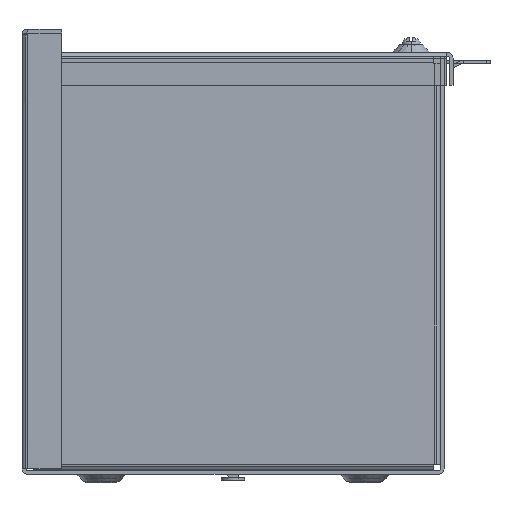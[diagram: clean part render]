
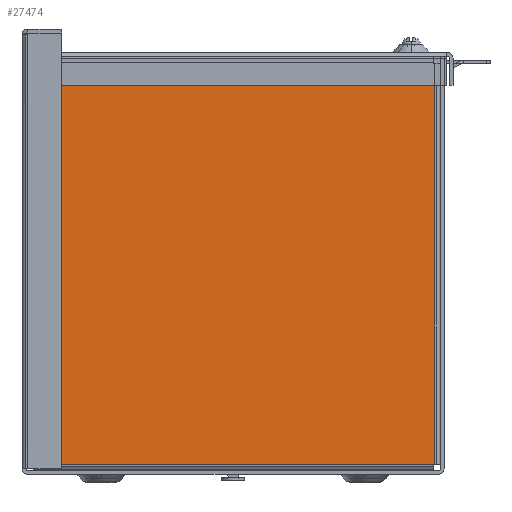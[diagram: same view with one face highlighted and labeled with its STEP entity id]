
A CAD part, left-side view. The second image highlights one B-rep face of the part: STEP entity #27474.
In plain terms, the highlighted planar face has unit normal (-1, 0, 0).
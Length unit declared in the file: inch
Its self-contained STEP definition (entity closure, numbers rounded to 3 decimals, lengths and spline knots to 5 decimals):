
#758 = DIRECTION ( 'NONE',  ( 0., 0., -1. ) ) ;
#951 = LINE ( 'NONE', #6760, #12196 ) ;
#996 = VERTEX_POINT ( 'NONE', #29624 ) ;
#1983 = CARTESIAN_POINT ( 'NONE',  ( -30., 3.908, 7.8 ) ) ;
#2604 = FACE_OUTER_BOUND ( 'NONE', #3286, .T. ) ;
#2630 = CARTESIAN_POINT ( 'NONE',  ( -30., -3.803, 7.783 ) ) ;
#3286 = EDGE_LOOP ( 'NONE', ( #27366, #35609, #19244, #36638, #9077, #23477, #16839, #34511, #8996, #34965, #20976, #13647 ) ) ;
#3300 = VERTEX_POINT ( 'NONE', #6935 ) ;
#3651 = VERTEX_POINT ( 'NONE', #25238 ) ;
#3785 = CARTESIAN_POINT ( 'NONE',  ( -30., -3.928, 0.197 ) ) ;
#4569 = CARTESIAN_POINT ( 'NONE',  ( -30., -3.803, 0.197 ) ) ;
#4637 = VERTEX_POINT ( 'NONE', #20208 ) ;
#4926 = EDGE_CURVE ( 'NONE', #28589, #4637, #28029, .T. ) ;
#5939 = DIRECTION ( 'NONE',  ( 0., 0., 1. ) ) ;
#6760 = CARTESIAN_POINT ( 'NONE',  ( -30., 3.8, 7.908 ) ) ;
#6935 = CARTESIAN_POINT ( 'NONE',  ( -30., -3.82, 0.197 ) ) ;
#7045 = CARTESIAN_POINT ( 'NONE',  ( -30., 3.908, 0.18 ) ) ;
#7580 = VERTEX_POINT ( 'NONE', #9464 ) ;
#8428 = CARTESIAN_POINT ( 'NONE',  ( -30., 3.783, 0.072 ) ) ;
#8704 = LINE ( 'NONE', #34257, #28780 ) ;
#8953 = EDGE_CURVE ( 'NONE', #18975, #3651, #27733, .T. ) ;
#8996 = ORIENTED_EDGE ( 'NONE', *, *, #21641, .T. ) ;
#9077 = ORIENTED_EDGE ( 'NONE', *, *, #11923, .T. ) ;
#9464 = CARTESIAN_POINT ( 'NONE',  ( -30., 3.783, 0.18 ) ) ;
#9794 = LINE ( 'NONE', #3785, #11642 ) ;
#10555 = DIRECTION ( 'NONE',  ( 0., -1., 0. ) ) ;
#10993 = DIRECTION ( 'NONE',  ( 0., 1., 0. ) ) ;
#11031 = CARTESIAN_POINT ( 'NONE',  ( -30., -3.803, 7.783 ) ) ;
#11159 = EDGE_CURVE ( 'NONE', #3300, #32080, #13846, .T. ) ;
#11176 = VERTEX_POINT ( 'NONE', #11031 ) ;
#11642 = VECTOR ( 'NONE', #15252, 39.37008 ) ;
#11683 = EDGE_CURVE ( 'NONE', #28140, #3300, #9794, .T. ) ;
#11771 = PLANE ( 'NONE',  #34297 ) ;
#11780 = CARTESIAN_POINT ( 'NONE',  ( -30., -3.803, 0.18 ) ) ;
#11923 = EDGE_CURVE ( 'NONE', #3651, #12355, #22738, .T. ) ;
#12196 = VECTOR ( 'NONE', #758, 39.37008 ) ;
#12355 = VERTEX_POINT ( 'NONE', #26257 ) ;
#12409 = VECTOR ( 'NONE', #10555, 39.37008 ) ;
#13010 = EDGE_CURVE ( 'NONE', #32080, #11176, #25552, .T. ) ;
#13228 = VECTOR ( 'NONE', #30162, 39.37008 ) ;
#13373 = CARTESIAN_POINT ( 'NONE',  ( -30., 3.783, 0.197 ) ) ;
#13647 = ORIENTED_EDGE ( 'NONE', *, *, #11683, .T. ) ;
#13846 = LINE ( 'NONE', #26202, #24294 ) ;
#13902 = CARTESIAN_POINT ( 'NONE',  ( -30., 3.783, 7.783 ) ) ;
#14863 = VECTOR ( 'NONE', #10993, 39.37008 ) ;
#14926 = EDGE_CURVE ( 'NONE', #12355, #996, #30692, .T. ) ;
#15252 = DIRECTION ( 'NONE',  ( 0., -1., 0. ) ) ;
#15843 = VECTOR ( 'NONE', #34571, 39.37008 ) ;
#15996 = CARTESIAN_POINT ( 'NONE',  ( -30., 3.8, 0.197 ) ) ;
#16839 = ORIENTED_EDGE ( 'NONE', *, *, #21428, .T. ) ;
#17047 = LINE ( 'NONE', #28497, #27536 ) ;
#18975 = VERTEX_POINT ( 'NONE', #35186 ) ;
#19244 = ORIENTED_EDGE ( 'NONE', *, *, #24211, .T. ) ;
#19903 = DIRECTION ( 'NONE',  ( 0., 0., -1. ) ) ;
#20208 = CARTESIAN_POINT ( 'NONE',  ( -30., 3.783, 0.197 ) ) ;
#20597 = CARTESIAN_POINT ( 'NONE',  ( -30., 3.908, 7.908 ) ) ;
#20736 = VECTOR ( 'NONE', #36516, 39.37008 ) ;
#20976 = ORIENTED_EDGE ( 'NONE', *, *, #25378, .T. ) ;
#21428 = EDGE_CURVE ( 'NONE', #996, #28589, #951, .T. ) ;
#21641 = EDGE_CURVE ( 'NONE', #4637, #7580, #26093, .T. ) ;
#22738 = LINE ( 'NONE', #13902, #24216 ) ;
#23477 = ORIENTED_EDGE ( 'NONE', *, *, #14926, .T. ) ;
#24129 = VERTEX_POINT ( 'NONE', #11780 ) ;
#24211 = EDGE_CURVE ( 'NONE', #11176, #18975, #17047, .T. ) ;
#24216 = VECTOR ( 'NONE', #36634, 39.37008 ) ;
#24294 = VECTOR ( 'NONE', #33766, 39.37008 ) ;
#25055 = CARTESIAN_POINT ( 'NONE',  ( -30., 3.908, 7.783 ) ) ;
#25165 = DIRECTION ( 'NONE',  ( 0., 0., -1. ) ) ;
#25238 = CARTESIAN_POINT ( 'NONE',  ( -30., 3.783, 7.8 ) ) ;
#25337 = DIRECTION ( 'NONE',  ( -1., 0., 0. ) ) ;
#25378 = EDGE_CURVE ( 'NONE', #24129, #28140, #8704, .T. ) ;
#25552 = LINE ( 'NONE', #2630, #15843 ) ;
#26025 = VECTOR ( 'NONE', #19903, 39.37008 ) ;
#26093 = LINE ( 'NONE', #8428, #26025 ) ;
#26202 = CARTESIAN_POINT ( 'NONE',  ( -30., -3.82, 7.908 ) ) ;
#26257 = CARTESIAN_POINT ( 'NONE',  ( -30., 3.783, 7.783 ) ) ;
#26383 = EDGE_CURVE ( 'NONE', #7580, #24129, #35611, .T. ) ;
#27366 = ORIENTED_EDGE ( 'NONE', *, *, #11159, .T. ) ;
#27474 = ADVANCED_FACE ( 'NONE', ( #2604 ), #11771, .T. ) ;
#27536 = VECTOR ( 'NONE', #5939, 39.37008 ) ;
#27733 = LINE ( 'NONE', #1983, #14863 ) ;
#28029 = LINE ( 'NONE', #13373, #12409 ) ;
#28140 = VERTEX_POINT ( 'NONE', #4569 ) ;
#28497 = CARTESIAN_POINT ( 'NONE',  ( -30., -3.803, 7.908 ) ) ;
#28589 = VERTEX_POINT ( 'NONE', #15996 ) ;
#28780 = VECTOR ( 'NONE', #34445, 39.37008 ) ;
#29624 = CARTESIAN_POINT ( 'NONE',  ( -30., 3.8, 7.783 ) ) ;
#30162 = DIRECTION ( 'NONE',  ( 0., -1., 0. ) ) ;
#30692 = LINE ( 'NONE', #25055, #20736 ) ;
#32080 = VERTEX_POINT ( 'NONE', #32816 ) ;
#32816 = CARTESIAN_POINT ( 'NONE',  ( -30., -3.82, 7.783 ) ) ;
#33766 = DIRECTION ( 'NONE',  ( 0., 0., 1. ) ) ;
#34257 = CARTESIAN_POINT ( 'NONE',  ( -30., -3.803, 0.197 ) ) ;
#34297 = AXIS2_PLACEMENT_3D ( 'NONE', #20597, #25337, #25165 ) ;
#34445 = DIRECTION ( 'NONE',  ( 0., 0., 1. ) ) ;
#34511 = ORIENTED_EDGE ( 'NONE', *, *, #4926, .T. ) ;
#34571 = DIRECTION ( 'NONE',  ( 0., 1., 0. ) ) ;
#34965 = ORIENTED_EDGE ( 'NONE', *, *, #26383, .T. ) ;
#35186 = CARTESIAN_POINT ( 'NONE',  ( -30., -3.803, 7.8 ) ) ;
#35609 = ORIENTED_EDGE ( 'NONE', *, *, #13010, .T. ) ;
#35611 = LINE ( 'NONE', #7045, #13228 ) ;
#36516 = DIRECTION ( 'NONE',  ( 0., 1., 0. ) ) ;
#36634 = DIRECTION ( 'NONE',  ( 0., 0., -1. ) ) ;
#36638 = ORIENTED_EDGE ( 'NONE', *, *, #8953, .T. ) ;
